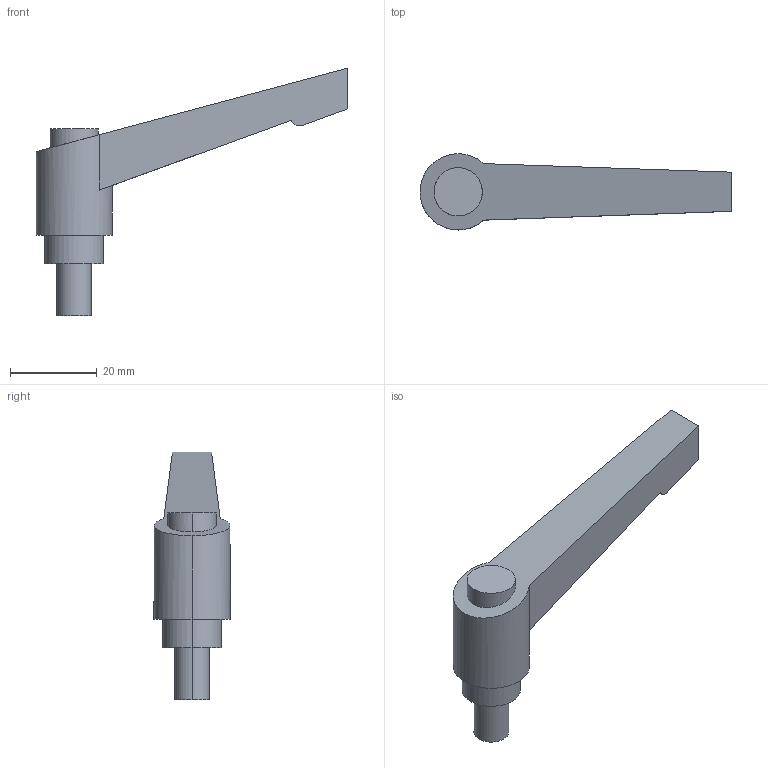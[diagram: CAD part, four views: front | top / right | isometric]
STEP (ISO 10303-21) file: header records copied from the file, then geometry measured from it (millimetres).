
FILE_DESCRIPTION (( 'STEP AP203' ), '1' );
FILE_NAME ('404516845_c_1.STEP', '2022-10-04T15:10:33', ( '' ), ( '' ), 'SwSTEP 2.0', 'SolidWorks 2014', '' );
FILE_SCHEMA (( 'CONFIG_CONTROL_DESIGN' ));
Length unit declared in the file: millimetre
Products named in the file (1): 404516845_c_1
Bounding box: 71.75 x 17.5 x 57 mm (x, y, z)
Volume: 13321.1 mm3; surface area: 4718.1 mm2
Topology: 1 solids, 1 shells, 20 faces, 45 edges, 30 vertices
Faces by surface type: cylinder 10, plane 10
Entity records: 638 total; most frequent: CARTESIAN_POINT 126, ORIENTED_EDGE 90, DIRECTION 89, EDGE_CURVE 45, AXIS2_PLACEMENT_3D 33, VERTEX_POINT 30, LINE 23, VECTOR 23
